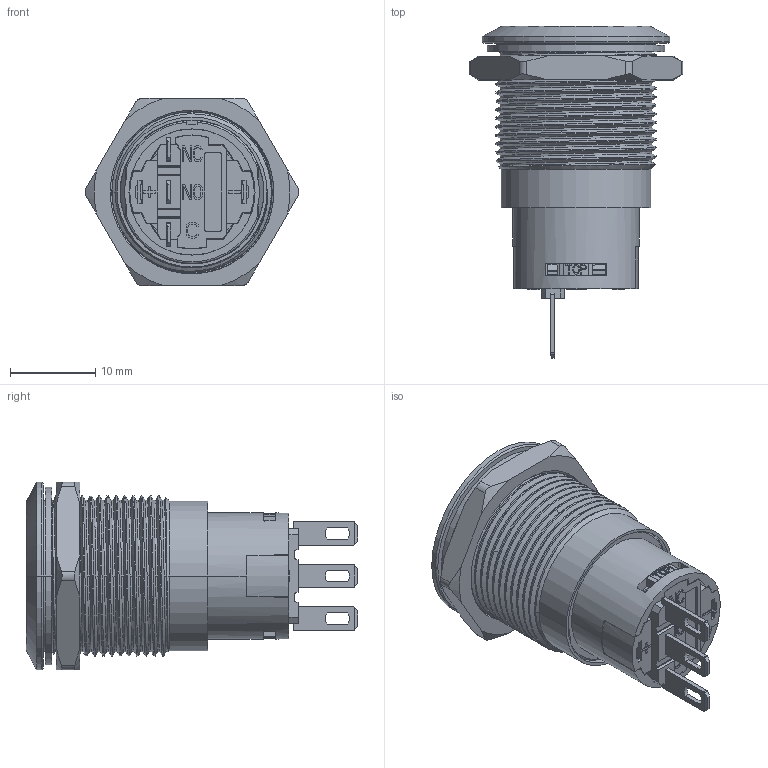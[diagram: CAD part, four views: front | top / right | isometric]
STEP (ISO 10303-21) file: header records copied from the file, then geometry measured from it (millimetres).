
FILE_DESCRIPTION((''),'2; 1');
FILE_NAME('','2023-04-05T15:01:51',(''),(''),'CST STEP Exporter V1.0','Unknown','');
FILE_SCHEMA(('CONFIG_CONTROL_DESIGN'));
Assembly tree (2 placements, depth 2):
  (unnamed)
    (unnamed)
    (unnamed)
Bounding box: 25.09 x 38.95 x 22 mm (x, y, z)
Volume: 7508.7 mm3; surface area: 6381.5 mm2
Topology: 2 solids, 2 shells, 1003 faces, 2885 edges, 1894 vertices
Faces by surface type: plane 781, cylinder 157, bspline 30, cone 28, torus 7
Entity records: 47756 total; most frequent: CARTESIAN_POINT 14428, ORIENTED_EDGE 5770, DIRECTION 4642, EDGE_CURVE 2885, VERTEX_POINT 1894, VECTOR 1890, LINE 1890, AXIS2_PLACEMENT_3D 1376
